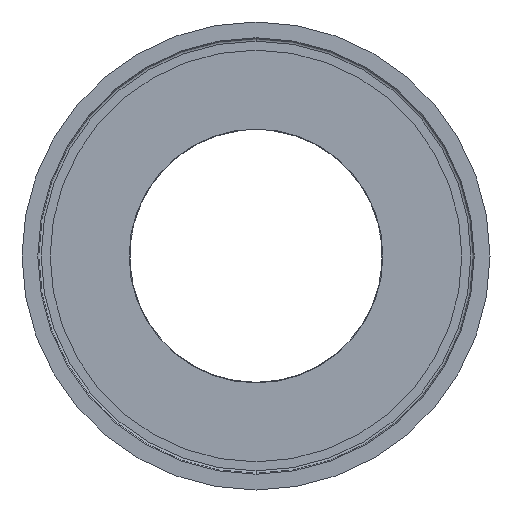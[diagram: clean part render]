
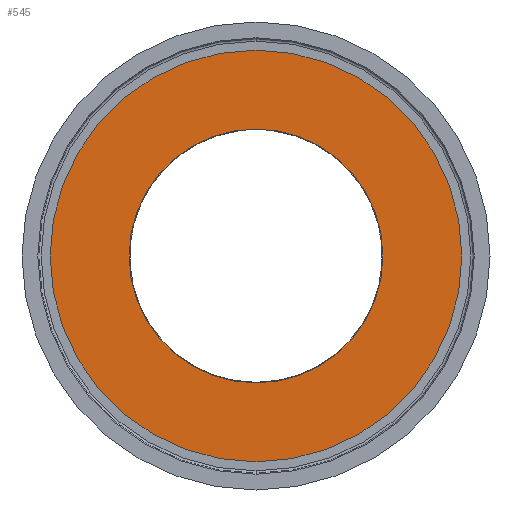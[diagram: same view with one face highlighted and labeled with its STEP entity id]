
A CAD part, front view. The second image highlights one B-rep face of the part: STEP entity #545.
In plain terms, the highlighted planar face has unit normal (0, -1, 0).
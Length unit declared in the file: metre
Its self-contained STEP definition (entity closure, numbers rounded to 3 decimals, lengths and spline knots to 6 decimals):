
#385=CARTESIAN_POINT('',(0.001449,0.001405,0.0415));
#386=DIRECTION('',(0.,1.,0.));
#387=DIRECTION('',(1.,0.,0.));
#388=AXIS2_PLACEMENT_3D('',#385,#386,#387);
#393=CARTESIAN_POINT('',(0.001449,0.001405,0.0415));
#394=DIRECTION('',(0.,1.,0.));
#395=DIRECTION('',(-1.,0.,0.));
#396=AXIS2_PLACEMENT_3D('',#393,#394,#395);
#401=CARTESIAN_POINT('',(0.001449,0.001405,0.0415));
#402=DIRECTION('',(0.,-1.,0.));
#403=DIRECTION('',(1.,0.,0.));
#404=AXIS2_PLACEMENT_3D('',#401,#402,#403);
#409=CARTESIAN_POINT('',(0.001449,0.001405,0.0415));
#410=DIRECTION('',(0.,-1.,0.));
#411=DIRECTION('',(-1.,0.,0.));
#412=AXIS2_PLACEMENT_3D('',#409,#410,#411);
#445=CARTESIAN_POINT('',(0.012699,0.001405,0.0415));
#447=VERTEX_POINT('',#445);
#449=CARTESIAN_POINT('',(-0.009801,0.001405,0.0415));
#451=VERTEX_POINT('',#449);
#453=CARTESIAN_POINT('',(0.019699,0.001405,0.0415));
#455=VERTEX_POINT('',#453);
#457=CARTESIAN_POINT('',(-0.016801,0.001405,0.0415));
#459=VERTEX_POINT('',#457);
#530=CARTESIAN_POINT('',(0.019699,0.001405,0.0415));
#531=DIRECTION('',(0.,-1.,0.));
#532=DIRECTION('',(-1.,0.,0.));
#533=AXIS2_PLACEMENT_3D('',#530,#531,#532);
#534=PLANE('',#533);
#536=ORIENTED_EDGE('',*,*,#535,.F.);
#537=ORIENTED_EDGE('',*,*,#513,.F.);
#538=EDGE_LOOP('',(#536,#537));
#539=FACE_OUTER_BOUND('',#538,.F.);
#540=ORIENTED_EDGE('',*,*,#470,.F.);
#542=ORIENTED_EDGE('',*,*,#541,.F.);
#543=EDGE_LOOP('',(#540,#542));
#544=FACE_BOUND('',#543,.F.);
#389=CIRCLE('',#388,0.01125);
#397=CIRCLE('',#396,0.01125);
#405=CIRCLE('',#404,0.01825);
#413=CIRCLE('',#412,0.01825);
#470=EDGE_CURVE('',#447,#451,#389,.T.);
#513=EDGE_CURVE('',#459,#455,#413,.T.);
#535=EDGE_CURVE('',#455,#459,#405,.T.);
#541=EDGE_CURVE('',#451,#447,#397,.T.);
#545=ADVANCED_FACE('',(#539,#544),#534,.T.);
